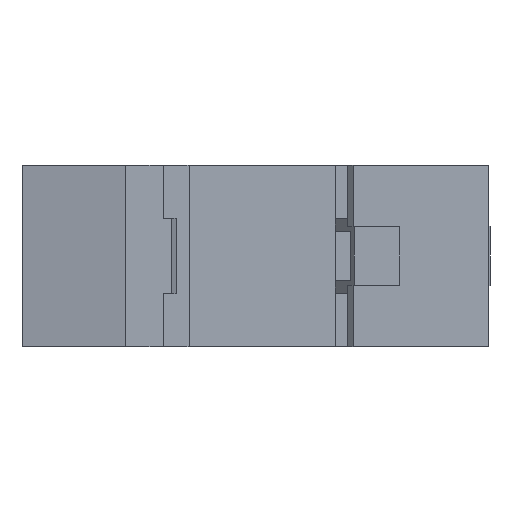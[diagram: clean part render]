
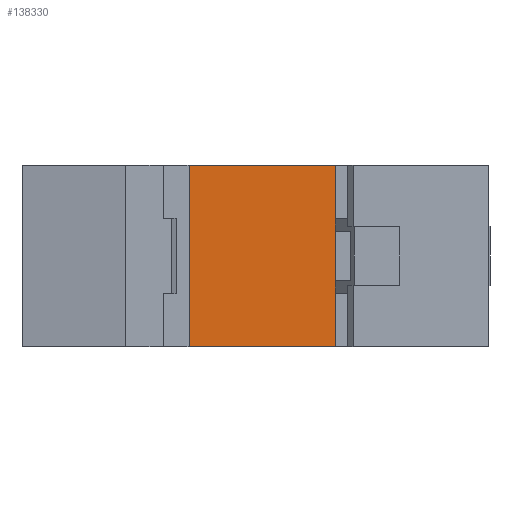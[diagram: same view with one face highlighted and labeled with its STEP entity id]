
A CAD part, front view. The second image highlights one B-rep face of the part: STEP entity #138330.
In plain terms, the highlighted face is planar.
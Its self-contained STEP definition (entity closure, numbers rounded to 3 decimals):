
#17180=CARTESIAN_POINT('',(-82.4,-17.5,-15.4));
#17190=VERTEX_POINT('',#17180);
#17220=CARTESIAN_POINT('',(-82.4,-17.5,-15.4));
#17230=DIRECTION('',(0.,0.,1.));
#17240=VECTOR('',#17230,1.);
#17250=LINE('',#17220,#17240);
#17260=CARTESIAN_POINT('',(-82.4,-17.5,12.8));
#17270=VERTEX_POINT('',#17260);
#17280=EDGE_CURVE('',#17190,#17270,#17250,.T.);
#125890=CARTESIAN_POINT('',(-82.4,17.5,12.8));
#125900=VERTEX_POINT('',#125890);
#125930=CARTESIAN_POINT('',(-82.4,17.5,-15.4));
#125940=DIRECTION('',(0.,0.,1.));
#125950=VECTOR('',#125940,1.);
#125960=LINE('',#125930,#125950);
#125970=CARTESIAN_POINT('',(-82.4,17.5,-15.4));
#125980=VERTEX_POINT('',#125970);
#125990=EDGE_CURVE('',#125980,#125900,#125960,.T.);
#137990=CARTESIAN_POINT('',(-82.4,-11.25,12.8));
#138000=DIRECTION('',(0.,1.,0.));
#138010=VECTOR('',#138000,1.);
#138020=LINE('',#137990,#138010);
#138030=EDGE_CURVE('',#17270,#125900,#138020,.T.);
#138170=CARTESIAN_POINT('',(-82.4,-11.25,-15.4));
#138180=DIRECTION('',(1.,-0.,0.));
#138190=DIRECTION('',(0.,0.,-1.));
#138200=AXIS2_PLACEMENT_3D('',#138170,#138180,#138190);
#138210=PLANE('',#138200);
#138220=ORIENTED_EDGE('',*,*,#17280,.T.);
#138230=CARTESIAN_POINT('',(-82.4,-11.25,-15.4));
#138240=DIRECTION('',(0.,1.,0.));
#138250=VECTOR('',#138240,1.);
#138260=LINE('',#138230,#138250);
#138270=EDGE_CURVE('',#17190,#125980,#138260,.T.);
#138280=ORIENTED_EDGE('',*,*,#138270,.F.);
#138290=ORIENTED_EDGE('',*,*,#125990,.F.);
#138300=ORIENTED_EDGE('',*,*,#138030,.T.);
#138310=EDGE_LOOP('',(#138300,#138290,#138280,#138220));
#138320=FACE_OUTER_BOUND('',#138310,.T.);
#138330=ADVANCED_FACE('',(#138320),#138210,.F.);
